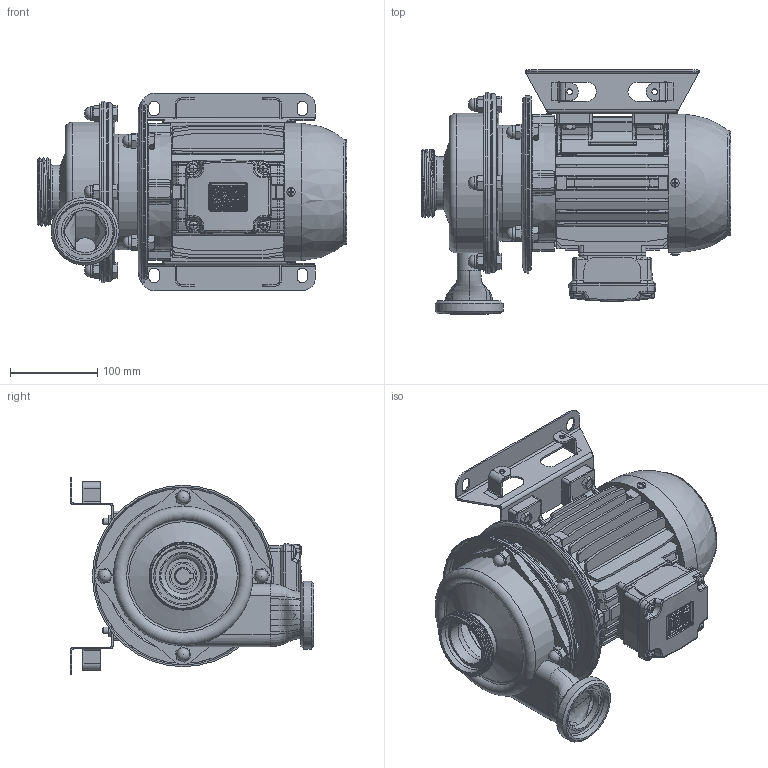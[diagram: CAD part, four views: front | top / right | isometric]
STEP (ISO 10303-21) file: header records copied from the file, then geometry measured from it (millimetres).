
FILE_DESCRIPTION(('STEP AP203'), '1');
FILE_NAME('ÎÍÖ 25õ10', '', ('UNSPECIFIED'), ('UNSPECIFIED'), 'ASCON STEP Converter 1.6', 'ASCON Math Kernel', '');
FILE_SCHEMA(('CONFIG_CONTROL_DESIGN'));
Length unit declared in the file: millimetre
Products named in the file (20): 80_TOP_FF; 2.10.000 ; 2.10.001
Assembly tree (37 placements, depth 4):
  (unnamed)
    (unnamed)  x8
    (unnamed)  x4
    80_TOP_FF
    (unnamed)  x4
    (unnamed)  x2
    (unnamed)  x2
    (unnamed)  x2
    (unnamed)  x2
    (unnamed)  x2
    (unnamed)
      (unnamed)
      (unnamed)
      (unnamed)
      (unnamed)
        (unnamed)
        (unnamed)
    2.10.000 
      (unnamed)
      2.10.001
Bounding box: 355.16 x 279.5 x 226.41 mm (x, y, z)
Volume: 529512.9 mm3; surface area: 741533.1 mm2
Topology: 38 solids, 39 shells, 2356 faces, 5854 edges, 3721 vertices
Faces by surface type: plane 1364, cylinder 488, torus 178, cone 159, bspline 144, sphere 23
Full cylindrical faces by diameter (mm): 5 x7, 6 x4, 6.7 x4, 6.917 x4, 8 x4, 8.5 x4, 8.647 x8, 9.5 x7, 10 x24, 10.4 x2, 12 x8, 15 x8, 18 x1, 18.6 x1, 19 x1, 19.95 x2, 28 x1, 32 x2, 40 x1, 49 x1, 51 x1, 54 x2, 61 x2, 64 x2, 78 x1, 125 x1, 128.4 x1, 130 x2, 132 x1, 154 x1
Entity records: 118851 total; most frequent: CARTESIAN_POINT 54172, ORIENTED_EDGE 9794, DIRECTION 9216, EDGE_CURVE 4897, VERTEX_POINT 3237, AXIS2_PLACEMENT_3D 3149, LINE 2918, VECTOR 2918
